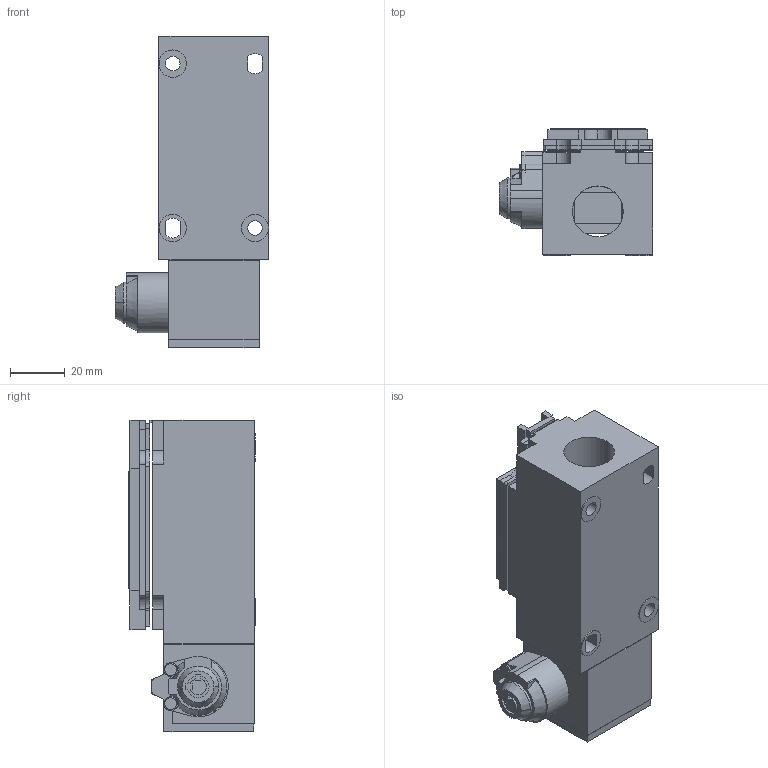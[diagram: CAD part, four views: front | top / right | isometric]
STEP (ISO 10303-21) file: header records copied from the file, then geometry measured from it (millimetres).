
FILE_DESCRIPTION(('STEP AP242'),'1');
FILE_NAME('operating_key_xcsc501.stp','2021-09-28T12:13:04',('TraceParts'),('TraceParts S.A.'),'Spatial InterOp 3D',' ',' ');
FILE_SCHEMA(('AP242_MANAGED_MODEL_BASED_3D_ENGINEERING_MIM_LF {1 0 10303 442 1 1 4}'));
Length unit declared in the file: millimetre
Products named in the file (1): operating_key_xcsc501_1
Bounding box: 56.05 x 46.3 x 113.7 mm (x, y, z)
Volume: 73491.3 mm3; surface area: 56931.2 mm2
Topology: 11 solids, 11 shells, 518 faces, 1386 edges, 902 vertices
Faces by surface type: plane 318, cylinder 159, torus 24, cone 15, bspline 2
Entity records: 16618 total; most frequent: CARTESIAN_POINT 3277, DIRECTION 2789, ORIENTED_EDGE 2772, EDGE_CURVE 1386, LINE 949, VECTOR 949, AXIS2_PLACEMENT_3D 920, VERTEX_POINT 902
